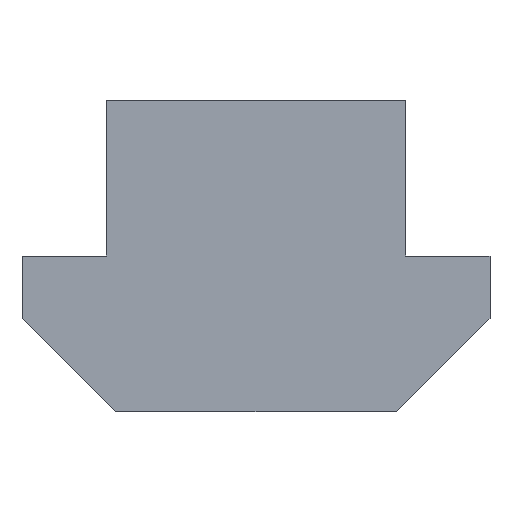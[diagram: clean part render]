
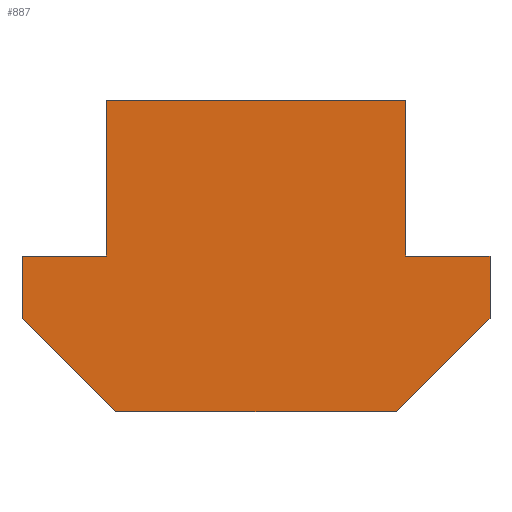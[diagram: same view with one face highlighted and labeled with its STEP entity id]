
A CAD part, front view. The second image highlights one B-rep face of the part: STEP entity #887.
In plain terms, the highlighted planar face has unit normal (0, -1, 0).
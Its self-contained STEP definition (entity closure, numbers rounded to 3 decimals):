
#425=EDGE_CURVE('',#481,#649,#1232,.T.);
#481=VERTEX_POINT('',#1297);
#515=EDGE_CURVE('',#545,#623,#1336,.T.);
#519=VERTEX_POINT('',#1340);
#545=VERTEX_POINT('',#1369);
#623=VERTEX_POINT('',#1455);
#649=VERTEX_POINT('',#1483);
#657=EDGE_CURVE('',#1093,#773,#1493,.T.);
#773=VERTEX_POINT('',#1623);
#785=EDGE_CURVE('',#1183,#1093,#1639,.T.);
#821=EDGE_CURVE('',#519,#1179,#1680,.T.);
#863=EDGE_CURVE('',#1179,#1183,#1724,.T.);
#887=ADVANCED_FACE('',(#1750),#1751,.T.);
#1011=VERTEX_POINT('',#1889);
#1059=EDGE_CURVE('',#1011,#545,#1941,.T.);
#1085=EDGE_CURVE('',#649,#519,#1971,.T.);
#1093=VERTEX_POINT('',#1979);
#1147=EDGE_CURVE('',#773,#1011,#2040,.T.);
#1151=EDGE_CURVE('',#623,#481,#2044,.T.);
#1179=VERTEX_POINT('',#2078);
#1183=VERTEX_POINT('',#2082);
#1232=LINE('',#2128,#2129);
#1297=CARTESIAN_POINT('',(-7.5,-15.0,0.0));
#1336=LINE('',#2261,#2262);
#1340=CARTESIAN_POINT('',(-4.8,-15.0,5.0));
#1369=CARTESIAN_POINT('',(-4.5,-15.0,-5.));
#1455=CARTESIAN_POINT('',(-7.5,-15.0,-2.));
#1483=CARTESIAN_POINT('',(-4.8,-15.0,0.0));
#1493=LINE('',#2466,#2467);
#1623=CARTESIAN_POINT('',(7.5,-15.0,-2.0));
#1639=LINE('',#2655,#2656);
#1680=LINE('',#2708,#2709);
#1724=LINE('',#2774,#2775);
#1750=FACE_OUTER_BOUND('',#2807,.T.);
#1751=PLANE('',#2808);
#1889=CARTESIAN_POINT('',(4.5,-15.0,-5.));
#1941=LINE('',#3057,#3058);
#1971=LINE('',#3096,#3097);
#1979=CARTESIAN_POINT('',(7.5,-15.0,0.0));
#2040=LINE('',#3184,#3185);
#2044=LINE('',#3190,#3191);
#2078=CARTESIAN_POINT('',(4.8,-15.0,5.0));
#2082=CARTESIAN_POINT('',(4.8,-15.0,0.0));
#2128=CARTESIAN_POINT('',(-4.8,-15.0,0.0));
#2129=VECTOR('',#3290,1.0);
#2261=CARTESIAN_POINT('',(-7.5,-15.0,-2.));
#2262=VECTOR('',#3444,1.0);
#2466=CARTESIAN_POINT('',(7.5,-15.0,-2.0));
#2467=VECTOR('',#3647,1.0);
#2655=CARTESIAN_POINT('',(7.5,-15.0,0.0));
#2656=VECTOR('',#3854,1.0);
#2708=CARTESIAN_POINT('',(4.8,-15.0,5.0));
#2709=VECTOR('',#3915,1.0);
#2774=CARTESIAN_POINT('',(4.8,-15.0,0.0));
#2775=VECTOR('',#3952,1.0);
#2807=EDGE_LOOP('',(#3978,#3979,#3980,#3981,#3982,#3983,#3984,#3985,#3986,#3987));
#2808=AXIS2_PLACEMENT_3D('',#3988,#3989,#3990);
#3057=CARTESIAN_POINT('',(-4.5,-15.0,-5.));
#3058=VECTOR('',#4245,1.0);
#3096=CARTESIAN_POINT('',(-4.8,-15.0,5.0));
#3097=VECTOR('',#4283,1.0);
#3184=CARTESIAN_POINT('',(4.5,-15.0,-5.));
#3185=VECTOR('',#4366,1.0);
#3190=CARTESIAN_POINT('',(-7.5,-15.0,0.0));
#3191=VECTOR('',#4367,1.0);
#3290=DIRECTION('',(1.0,0.0,0.0));
#3444=DIRECTION('',(-0.707,0.,0.707));
#3647=DIRECTION('',(0.0,0.,-1.0));
#3854=DIRECTION('',(1.0,0.0,0.0));
#3915=DIRECTION('',(1.0,0.0,0.0));
#3952=DIRECTION('',(0.0,0.,-1.0));
#3978=ORIENTED_EDGE('',*,*,#1147,.F.);
#3979=ORIENTED_EDGE('',*,*,#657,.F.);
#3980=ORIENTED_EDGE('',*,*,#785,.F.);
#3981=ORIENTED_EDGE('',*,*,#863,.F.);
#3982=ORIENTED_EDGE('',*,*,#821,.F.);
#3983=ORIENTED_EDGE('',*,*,#1085,.F.);
#3984=ORIENTED_EDGE('',*,*,#425,.F.);
#3985=ORIENTED_EDGE('',*,*,#1151,.F.);
#3986=ORIENTED_EDGE('',*,*,#515,.F.);
#3987=ORIENTED_EDGE('',*,*,#1059,.F.);
#3988=CARTESIAN_POINT('',(0.,-15.0,-0.123));
#3989=DIRECTION('',(0.0,-1.0,0.));
#3990=DIRECTION('',(1.0,0.0,0.0));
#4245=DIRECTION('',(-1.0,0.0,0.0));
#4283=DIRECTION('',(0.0,0.,1.0));
#4366=DIRECTION('',(-0.707,0.,-0.707));
#4367=DIRECTION('',(0.0,0.,1.0));
